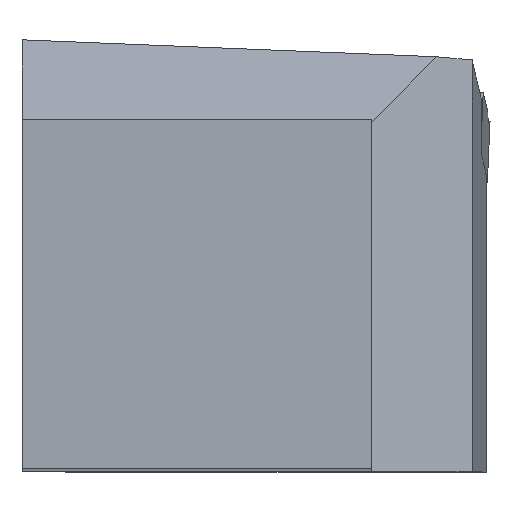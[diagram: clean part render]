
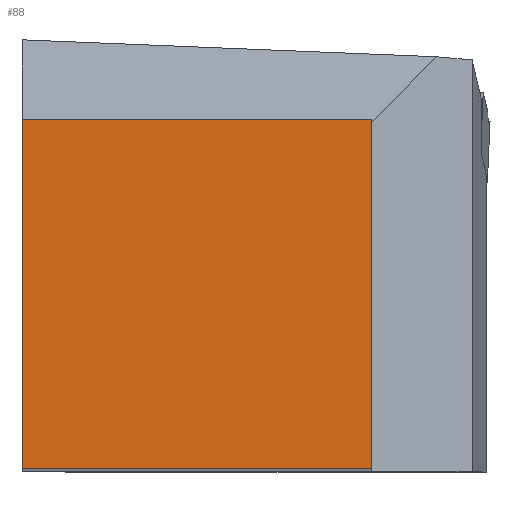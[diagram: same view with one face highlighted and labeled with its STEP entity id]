
A CAD part, top view. The second image highlights one B-rep face of the part: STEP entity #88.
In plain terms, the highlighted planar face has unit normal (0, 0, 1).
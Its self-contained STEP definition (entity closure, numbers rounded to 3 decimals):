
#88=ADVANCED_FACE('',(#156),#120,.F.);
#120=PLANE('',#750);
#156=FACE_OUTER_BOUND('',#192,.T.);
#192=EDGE_LOOP('',(#374,#375,#376,#377));
#374=ORIENTED_EDGE('',*,*,#538,.T.);
#375=ORIENTED_EDGE('',*,*,#539,.T.);
#376=ORIENTED_EDGE('',*,*,#540,.F.);
#377=ORIENTED_EDGE('',*,*,#541,.F.);
#451=VERTEX_POINT('',#1400);
#452=VERTEX_POINT('',#1401);
#453=VERTEX_POINT('',#1403);
#454=VERTEX_POINT('',#1405);
#538=EDGE_CURVE('',#451,#452,#611,.T.);
#539=EDGE_CURVE('',#452,#453,#612,.T.);
#540=EDGE_CURVE('',#454,#453,#613,.T.);
#541=EDGE_CURVE('',#451,#454,#614,.T.);
#611=LINE('',#1399,#684);
#612=LINE('',#1402,#685);
#613=LINE('',#1404,#686);
#614=LINE('',#1406,#687);
#684=VECTOR('',#877,1.);
#685=VECTOR('',#878,1.);
#686=VECTOR('',#879,1.);
#687=VECTOR('',#880,1.);
#750=AXIS2_PLACEMENT_3D('',#1407,#881,#882);
#877=DIRECTION('',(-1.,0.,0.));
#878=DIRECTION('',(0.,-1.,0.));
#879=DIRECTION('',(-1.,0.,0.));
#880=DIRECTION('',(0.,-1.,0.));
#881=DIRECTION('',(0.,0.,-1.));
#882=DIRECTION('',(0.,1.,0.));
#1399=CARTESIAN_POINT('',(40.525,0.,94.14));
#1400=CARTESIAN_POINT('',(9.475,0.,94.14));
#1401=CARTESIAN_POINT('',(-9.475,0.,94.14));
#1402=CARTESIAN_POINT('',(-9.475,31.05,94.14));
#1403=CARTESIAN_POINT('',(-9.475,-18.95,94.14));
#1404=CARTESIAN_POINT('',(40.525,-18.95,94.14));
#1405=CARTESIAN_POINT('',(9.475,-18.95,94.14));
#1406=CARTESIAN_POINT('',(9.475,31.05,94.14));
#1407=CARTESIAN_POINT('',(9.475,31.05,94.14));
